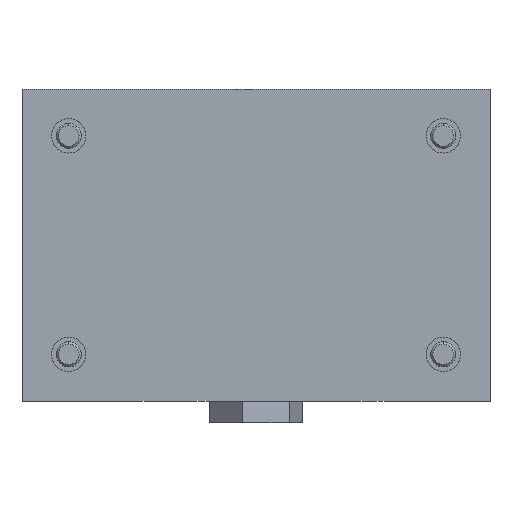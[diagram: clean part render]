
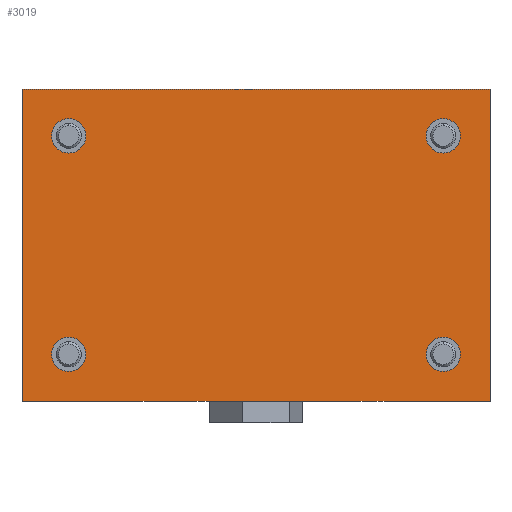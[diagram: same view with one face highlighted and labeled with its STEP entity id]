
A CAD part, front view. The second image highlights one B-rep face of the part: STEP entity #3019.
In plain terms, the highlighted planar face has unit normal (0, -1, 0).
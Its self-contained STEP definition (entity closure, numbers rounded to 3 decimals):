
#43 = CIRCLE ( 'NONE', #1859, 5.5 ) ;
#102 = EDGE_CURVE ( 'NONE', #2718, #1092, #2742, .T. ) ;
#145 = CARTESIAN_POINT ( 'NONE',  ( 0., 0., -50. ) ) ;
#264 = CARTESIAN_POINT ( 'NONE',  ( 0., 0., 50. ) ) ;
#269 = VERTEX_POINT ( 'NONE', #3472 ) ;
#343 = EDGE_CURVE ( 'NONE', #1092, #2718, #384, .T. ) ;
#355 = DIRECTION ( 'NONE',  ( 0., 0., 1. ) ) ;
#367 = CARTESIAN_POINT ( 'NONE',  ( 0., 0., 50. ) ) ;
#384 = CIRCLE ( 'NONE', #2638, 5.5 ) ;
#531 = ORIENTED_EDGE ( 'NONE', *, *, #4068, .F. ) ;
#540 = DIRECTION ( 'NONE',  ( 0., 0., -1. ) ) ;
#592 = VECTOR ( 'NONE', #4093, 1000. ) ;
#594 = CARTESIAN_POINT ( 'NONE',  ( 15., 0., 35. ) ) ;
#607 = CARTESIAN_POINT ( 'NONE',  ( 15., 0., 35. ) ) ;
#674 = DIRECTION ( 'NONE',  ( 0., 0., -1. ) ) ;
#696 = FACE_BOUND ( 'NONE', #1680, .T. ) ;
#718 = FACE_OUTER_BOUND ( 'NONE', #1247, .T. ) ;
#748 = CARTESIAN_POINT ( 'NONE',  ( 135., 0., -40.5 ) ) ;
#765 = DIRECTION ( 'NONE',  ( 0., 1., 0. ) ) ;
#809 = CIRCLE ( 'NONE', #3466, 5.5 ) ;
#822 = CARTESIAN_POINT ( 'NONE',  ( 0., 0., 50. ) ) ;
#902 = ORIENTED_EDGE ( 'NONE', *, *, #1897, .T. ) ;
#951 = EDGE_CURVE ( 'NONE', #2343, #1454, #1072, .T. ) ;
#1024 = CARTESIAN_POINT ( 'NONE',  ( 150., 0., 50. ) ) ;
#1037 = ORIENTED_EDGE ( 'NONE', *, *, #1489, .T. ) ;
#1045 = CARTESIAN_POINT ( 'NONE',  ( 15., 0., -35. ) ) ;
#1072 = CIRCLE ( 'NONE', #4101, 5.5 ) ;
#1092 = VERTEX_POINT ( 'NONE', #3148 ) ;
#1220 = DIRECTION ( 'NONE',  ( 0., 1., 0. ) ) ;
#1247 = EDGE_LOOP ( 'NONE', ( #902, #531, #3240, #2515 ) ) ;
#1250 = DIRECTION ( 'NONE',  ( 0., 0., 1. ) ) ;
#1276 = EDGE_LOOP ( 'NONE', ( #1745, #4038 ) ) ;
#1324 = DIRECTION ( 'NONE',  ( 0., 1., 0. ) ) ;
#1443 = VECTOR ( 'NONE', #3027, 1000. ) ;
#1454 = VERTEX_POINT ( 'NONE', #1708 ) ;
#1489 = EDGE_CURVE ( 'NONE', #3698, #4319, #4511, .T. ) ;
#1533 = AXIS2_PLACEMENT_3D ( 'NONE', #367, #2492, #3946 ) ;
#1544 = EDGE_CURVE ( 'NONE', #4462, #3936, #2018, .T. ) ;
#1556 = AXIS2_PLACEMENT_3D ( 'NONE', #594, #1324, #2039 ) ;
#1597 = DIRECTION ( 'NONE',  ( 0., 1., 0. ) ) ;
#1614 = CARTESIAN_POINT ( 'NONE',  ( 15., 0., -40.5 ) ) ;
#1680 = EDGE_LOOP ( 'NONE', ( #2204, #3830 ) ) ;
#1708 = CARTESIAN_POINT ( 'NONE',  ( 135., 0., 29.5 ) ) ;
#1740 = EDGE_CURVE ( 'NONE', #3936, #4462, #43, .T. ) ;
#1745 = ORIENTED_EDGE ( 'NONE', *, *, #1740, .T. ) ;
#1786 = EDGE_LOOP ( 'NONE', ( #2350, #4149 ) ) ;
#1858 = CARTESIAN_POINT ( 'NONE',  ( 15., 0., -35. ) ) ;
#1859 = AXIS2_PLACEMENT_3D ( 'NONE', #2970, #1957, #4463 ) ;
#1879 = CARTESIAN_POINT ( 'NONE',  ( 135., 0., 35. ) ) ;
#1897 = EDGE_CURVE ( 'NONE', #2765, #1950, #3379, .T. ) ;
#1950 = VERTEX_POINT ( 'NONE', #4166 ) ;
#1957 = DIRECTION ( 'NONE',  ( 0., 1., 0. ) ) ;
#1992 = CARTESIAN_POINT ( 'NONE',  ( 0., 0., -50. ) ) ;
#2018 = CIRCLE ( 'NONE', #3141, 5.5 ) ;
#2035 = EDGE_CURVE ( 'NONE', #3699, #2765, #2336, .T. ) ;
#2039 = DIRECTION ( 'NONE',  ( 0., 0., 1. ) ) ;
#2052 = DIRECTION ( 'NONE',  ( 0., 0., 1. ) ) ;
#2140 = DIRECTION ( 'NONE',  ( 0., 1., 0. ) ) ;
#2189 = VECTOR ( 'NONE', #540, 1000. ) ;
#2204 = ORIENTED_EDGE ( 'NONE', *, *, #343, .T. ) ;
#2211 = DIRECTION ( 'NONE',  ( 0., 1., 0. ) ) ;
#2336 = LINE ( 'NONE', #264, #2189 ) ;
#2343 = VERTEX_POINT ( 'NONE', #3334 ) ;
#2350 = ORIENTED_EDGE ( 'NONE', *, *, #951, .T. ) ;
#2376 = CARTESIAN_POINT ( 'NONE',  ( 135., 0., -29.5 ) ) ;
#2492 = DIRECTION ( 'NONE',  ( 0., 1., 0. ) ) ;
#2504 = AXIS2_PLACEMENT_3D ( 'NONE', #1858, #765, #4433 ) ;
#2515 = ORIENTED_EDGE ( 'NONE', *, *, #2035, .T. ) ;
#2533 = FACE_BOUND ( 'NONE', #1786, .T. ) ;
#2638 = AXIS2_PLACEMENT_3D ( 'NONE', #1045, #2140, #4274 ) ;
#2718 = VERTEX_POINT ( 'NONE', #1614 ) ;
#2719 = EDGE_CURVE ( 'NONE', #3699, #269, #4069, .T. ) ;
#2742 = CIRCLE ( 'NONE', #2504, 5.5 ) ;
#2765 = VERTEX_POINT ( 'NONE', #1992 ) ;
#2795 = CARTESIAN_POINT ( 'NONE',  ( 15., 0., 40.5 ) ) ;
#2970 = CARTESIAN_POINT ( 'NONE',  ( 135., 0., -35. ) ) ;
#3015 = DIRECTION ( 'NONE',  ( 0., 1., 0. ) ) ;
#3019 = ADVANCED_FACE ( 'NONE', ( #696, #3225, #3603, #2533, #718 ), #3289, .F. ) ;
#3027 = DIRECTION ( 'NONE',  ( 1., 0., 0. ) ) ;
#3054 = CARTESIAN_POINT ( 'NONE',  ( 15., 0., 29.5 ) ) ;
#3141 = AXIS2_PLACEMENT_3D ( 'NONE', #4655, #2211, #355 ) ;
#3148 = CARTESIAN_POINT ( 'NONE',  ( 15., 0., -29.5 ) ) ;
#3225 = FACE_BOUND ( 'NONE', #3407, .T. ) ;
#3240 = ORIENTED_EDGE ( 'NONE', *, *, #2719, .F. ) ;
#3289 = PLANE ( 'NONE',  #1533 ) ;
#3319 = DIRECTION ( 'NONE',  ( 0., 0., 1. ) ) ;
#3334 = CARTESIAN_POINT ( 'NONE',  ( 135., 0., 40.5 ) ) ;
#3379 = LINE ( 'NONE', #145, #1443 ) ;
#3407 = EDGE_LOOP ( 'NONE', ( #1037, #4501 ) ) ;
#3419 = VECTOR ( 'NONE', #674, 1000. ) ;
#3466 = AXIS2_PLACEMENT_3D ( 'NONE', #1879, #3015, #3319 ) ;
#3472 = CARTESIAN_POINT ( 'NONE',  ( 150., 0., 50. ) ) ;
#3603 = FACE_BOUND ( 'NONE', #1276, .T. ) ;
#3698 = VERTEX_POINT ( 'NONE', #2795 ) ;
#3699 = VERTEX_POINT ( 'NONE', #4145 ) ;
#3713 = AXIS2_PLACEMENT_3D ( 'NONE', #607, #1597, #2052 ) ;
#3830 = ORIENTED_EDGE ( 'NONE', *, *, #102, .T. ) ;
#3936 = VERTEX_POINT ( 'NONE', #2376 ) ;
#3946 = DIRECTION ( 'NONE',  ( 0., 0., 1. ) ) ;
#3991 = EDGE_CURVE ( 'NONE', #4319, #3698, #4554, .T. ) ;
#4038 = ORIENTED_EDGE ( 'NONE', *, *, #1544, .T. ) ;
#4068 = EDGE_CURVE ( 'NONE', #269, #1950, #4597, .T. ) ;
#4069 = LINE ( 'NONE', #822, #592 ) ;
#4093 = DIRECTION ( 'NONE',  ( 1., 0., 0. ) ) ;
#4101 = AXIS2_PLACEMENT_3D ( 'NONE', #4465, #1220, #1250 ) ;
#4145 = CARTESIAN_POINT ( 'NONE',  ( 0., 0., 50. ) ) ;
#4149 = ORIENTED_EDGE ( 'NONE', *, *, #4623, .T. ) ;
#4166 = CARTESIAN_POINT ( 'NONE',  ( 150., 0., -50. ) ) ;
#4274 = DIRECTION ( 'NONE',  ( 0., 0., 1. ) ) ;
#4319 = VERTEX_POINT ( 'NONE', #3054 ) ;
#4433 = DIRECTION ( 'NONE',  ( 0., 0., 1. ) ) ;
#4462 = VERTEX_POINT ( 'NONE', #748 ) ;
#4463 = DIRECTION ( 'NONE',  ( 0., 0., 1. ) ) ;
#4465 = CARTESIAN_POINT ( 'NONE',  ( 135., 0., 35. ) ) ;
#4501 = ORIENTED_EDGE ( 'NONE', *, *, #3991, .T. ) ;
#4511 = CIRCLE ( 'NONE', #1556, 5.5 ) ;
#4554 = CIRCLE ( 'NONE', #3713, 5.5 ) ;
#4597 = LINE ( 'NONE', #1024, #3419 ) ;
#4623 = EDGE_CURVE ( 'NONE', #1454, #2343, #809, .T. ) ;
#4655 = CARTESIAN_POINT ( 'NONE',  ( 135., 0., -35. ) ) ;
